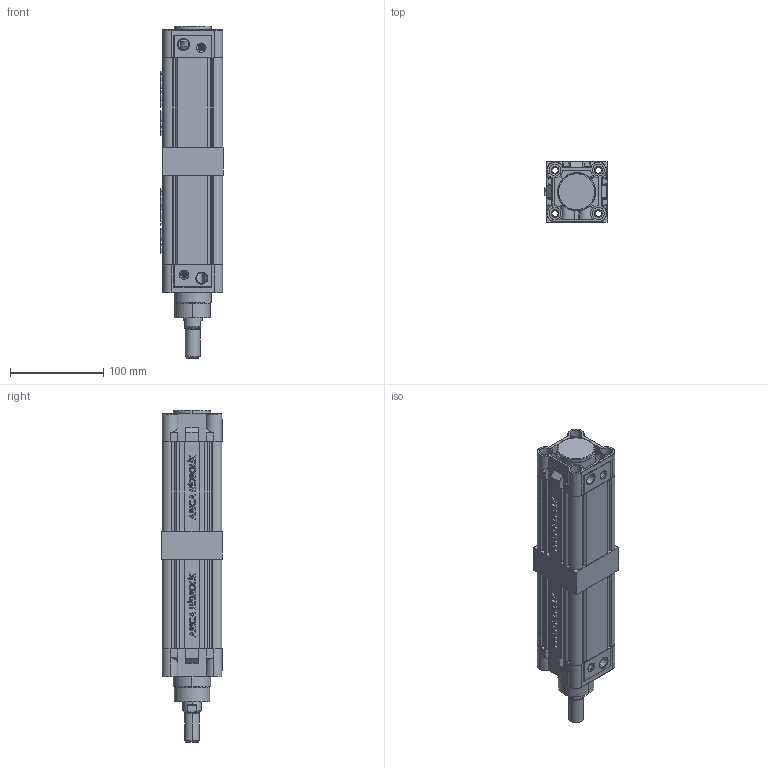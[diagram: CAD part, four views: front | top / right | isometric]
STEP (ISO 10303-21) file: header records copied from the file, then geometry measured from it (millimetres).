
FILE_DESCRIPTION (( 'STEP AP203' ), '1' );
FILE_NAME ('50X50TANDEM.STEP', '2017-12-26T13:57:10', ( 'USER' ), ( '' ), 'SwSTEP 2.0', 'SolidWorks 2017', '' );
FILE_SCHEMA (( 'CONFIG_CONTROL_DESIGN' ));
Length unit declared in the file: millimetre
Products named in the file (8): Piston Mili 50x50; 50; 50X50TANDEM; 烰 KAPAK  50; KDNC 50x50 BORU; ARKA KAPAK 50; ORTA PÝSTON 50 TANDEM; TANDEM M尳 50x50
Assembly tree (9 placements, depth 2):
  50X50TANDEM
    烰 KAPAK  50
    KDNC 50x50 BORU  x2
    ARKA KAPAK 50
    ORTA PÝSTON 50 TANDEM  x2
    TANDEM M尳 50x50
    Piston Mili 50x50
    50
Bounding box: 66.5 x 65 x 356 mm (x, y, z)
Volume: 746646.6 mm3; surface area: 283964.1 mm2
Topology: 14 solids, 17 shells, 1372 faces, 3482 edges, 2271 vertices
Faces by surface type: plane 685, cylinder 473, bspline 104, cone 94, torus 14, sphere 2
Entity records: 37931 total; most frequent: CARTESIAN_POINT 13080, ORIENTED_EDGE 5096, DIRECTION 4791, EDGE_CURVE 2548, AXIS2_PLACEMENT_3D 1709, VERTEX_POINT 1655, VECTOR 1373, LINE 1373
